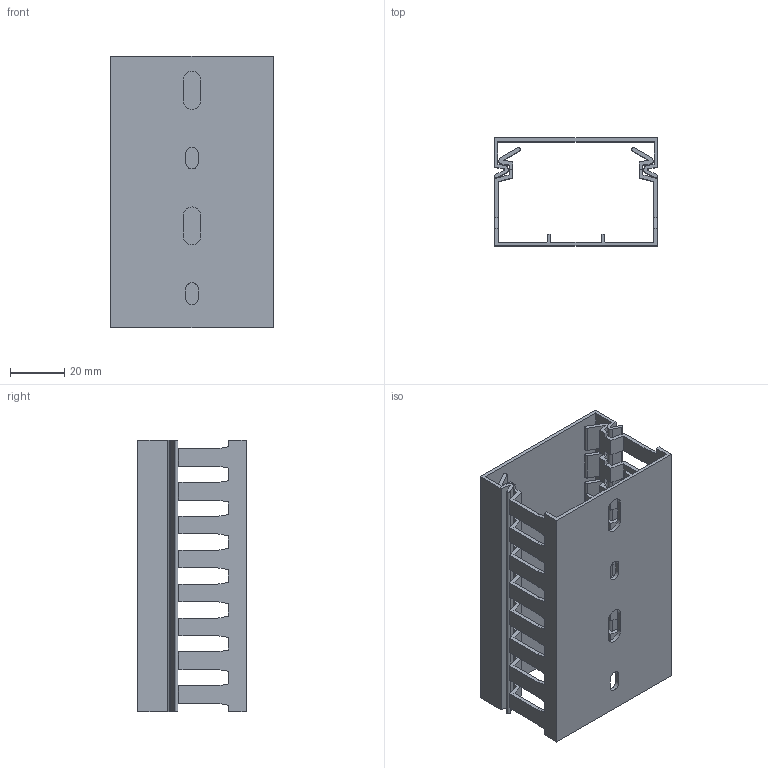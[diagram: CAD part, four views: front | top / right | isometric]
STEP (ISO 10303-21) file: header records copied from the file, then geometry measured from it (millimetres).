
FILE_DESCRIPTION((''),'2;1');
FILE_NAME('HA740060_ASM','2022-04-08T09:09:39',('pfeiferc'),(''),'CREO PARAMETRIC BY PTC INC, 2021184','CREO PARAMETRIC BY PTC INC, 2021184','');
FILE_SCHEMA(('AUTOMOTIVE_DESIGN { 1 0 10303 214 1 1 1 1 }'));
Length unit declared in the file: millimetre
Products named in the file (3): PROXY_12368-M; PROXY_01409-M; HA740060_ASM
Assembly tree (2 placements, depth 2):
  HA740060_ASM
    PROXY_12368-M
    PROXY_01409-M
Bounding box: 60 x 40 x 100 mm (x, y, z)
Volume: 30788.9 mm3; surface area: 47252.2 mm2
Topology: 2 solids, 2 shells, 376 faces, 1116 edges, 744 vertices
Faces by surface type: plane 314, cylinder 62
Entity records: 17602 total; most frequent: CARTESIAN_POINT 2391, ORIENTED_EDGE 2232, DIRECTION 2222, EDGE_CURVE 1116, PRESENTATION_STYLE_ASSIGNMENT 1072, STYLED_ITEM 1072, CURVE_STYLE 1071, VECTOR 1003
